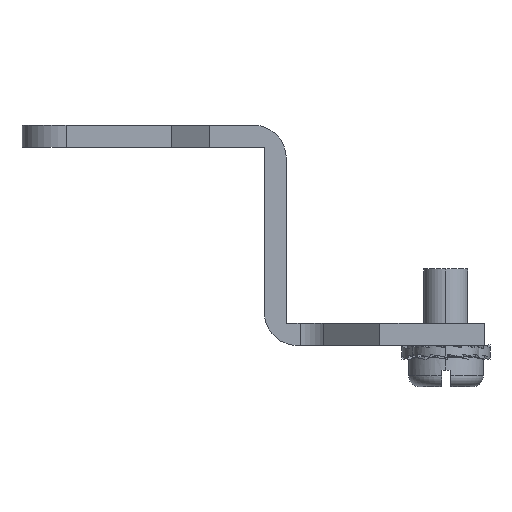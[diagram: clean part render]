
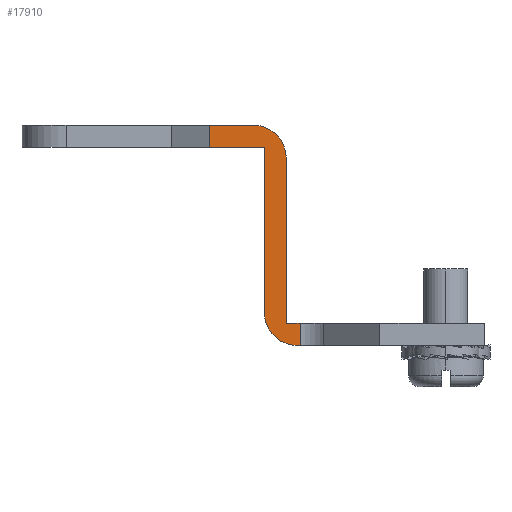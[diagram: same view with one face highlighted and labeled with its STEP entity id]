
A CAD part, left-side view. The second image highlights one B-rep face of the part: STEP entity #17910.
In plain terms, the highlighted planar face has unit normal (-1, 0, 0).
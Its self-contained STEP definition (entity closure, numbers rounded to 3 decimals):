
#1040=CARTESIAN_POINT('',(-6.01,114.557,-16.7
));
#1050=DIRECTION('',(-1.,0.,0.));
#1060=DIRECTION('',(0.,1.,0.));
#1070=AXIS2_PLACEMENT_3D('',#1040,#1050,#1060);
#1080=CIRCLE('',#1070,3.);
#1090=CARTESIAN_POINT('',(-6.01,117.557,-16.7
));
#1100=VERTEX_POINT('',#1090);
#1110=CARTESIAN_POINT('',(-6.01,114.557,-19.7
));
#1120=VERTEX_POINT('',#1110);
#1130=EDGE_CURVE('',#1100,#1120,#1080,.T.);
#4160=CARTESIAN_POINT('',(-6.01,118.557,0.3
));
#4170=VERTEX_POINT('',#4160);
#4200=CARTESIAN_POINT('',(-6.01,101.057,0.3
));
#4210=DIRECTION('',(0.,1.,0.));
#4220=VECTOR('',#4210,1.);
#4230=LINE('',#4200,#4220);
#4240=CARTESIAN_POINT('',(-6.01,122.557,0.3
));
#4250=VERTEX_POINT('',#4240);
#4260=EDGE_CURVE('',#4170,#4250,#4230,.T.);
#9390=CARTESIAN_POINT('',(-6.01,32.549,
-19.7));
#9400=DIRECTION('',(0.,-1.,0.));
#9410=VECTOR('',#9400,1.);
#9420=LINE('',#9390,#9410);
#9430=CARTESIAN_POINT('',(-6.01,114.3,
-19.7));
#9440=VERTEX_POINT('',#9430);
#9450=EDGE_CURVE('',#1120,#9440,#9420,.T.);
#13400=CARTESIAN_POINT('',(-6.01,117.557,
-101.536));
#13410=DIRECTION('',(0.,0.,-1.));
#13420=VECTOR('',#13410,1.);
#13430=LINE('',#13400,#13420);
#13440=CARTESIAN_POINT('',(-6.01,117.557,
-1.7));
#13450=VERTEX_POINT('',#13440);
#13460=EDGE_CURVE('',#13450,#1100,#13430,.T.);
#15890=CARTESIAN_POINT('',(-6.01,122.557,
-1.7));
#15900=VERTEX_POINT('',#15890);
#15930=CARTESIAN_POINT('',(-6.01,101.057,
-1.7));
#15940=DIRECTION('',(0.,1.,0.));
#15950=VECTOR('',#15940,1.);
#15960=LINE('',#15930,#15950);
#15970=EDGE_CURVE('',#13450,#15900,#15960,.T.);
#16490=CARTESIAN_POINT('',(-6.01,115.557,
-2.7));
#16500=VERTEX_POINT('',#16490);
#16580=CARTESIAN_POINT('',(-6.01,115.557,
-17.7));
#16590=VERTEX_POINT('',#16580);
#16620=CARTESIAN_POINT('',(-6.01,115.557,
-101.536));
#16630=DIRECTION('',(0.,0.,-1.));
#16640=VECTOR('',#16630,1.);
#16650=LINE('',#16620,#16640);
#16660=EDGE_CURVE('',#16500,#16590,#16650,.T.);
#17510=CARTESIAN_POINT('',(-6.01,117.385,
65.308));
#17520=DIRECTION('',(1.,0.,0.));
#17530=DIRECTION('',(0.,0.,-1.));
#17540=AXIS2_PLACEMENT_3D('',#17510,#17520,#17530);
#17550=PLANE('',#17540);
#17560=ORIENTED_EDGE('',*,*,#4260,.T.);
#17570=CARTESIAN_POINT('',(-6.01,118.557,
-2.7));
#17580=DIRECTION('',(1.,0.,0.));
#17590=DIRECTION('',(0.,1.,0.));
#17600=AXIS2_PLACEMENT_3D('',#17570,#17580,#17590);
#17610=CIRCLE('',#17600,3.);
#17620=EDGE_CURVE('',#4170,#16500,#17610,.T.);
#17630=ORIENTED_EDGE('',*,*,#17620,.F.);
#17640=ORIENTED_EDGE('',*,*,#16660,.F.);
#17650=CARTESIAN_POINT('',(-6.01,32.549,
-17.7));
#17660=DIRECTION('',(0.,-1.,0.));
#17670=VECTOR('',#17660,1.);
#17680=LINE('',#17650,#17670);
#17690=CARTESIAN_POINT('',(-6.01,114.3,
-17.7));
#17700=VERTEX_POINT('',#17690);
#17710=EDGE_CURVE('',#16590,#17700,#17680,.T.);
#17720=ORIENTED_EDGE('',*,*,#17710,.F.);
#17730=CARTESIAN_POINT('',(-6.01,114.3,
-17.7));
#17740=DIRECTION('',(0.,0.,-1.));
#17750=VECTOR('',#17740,1.);
#17760=LINE('',#17730,#17750);
#17770=EDGE_CURVE('',#17700,#9440,#17760,.T.);
#17780=ORIENTED_EDGE('',*,*,#17770,.F.);
#17790=ORIENTED_EDGE('',*,*,#9450,.T.);
#17800=ORIENTED_EDGE('',*,*,#1130,.T.);
#17810=ORIENTED_EDGE('',*,*,#13460,.T.);
#17820=ORIENTED_EDGE('',*,*,#15970,.F.);
#17830=CARTESIAN_POINT('',(-6.01,122.557,
-17.7));
#17840=DIRECTION('',(0.,0.,1.));
#17850=VECTOR('',#17840,1.);
#17860=LINE('',#17830,#17850);
#17870=EDGE_CURVE('',#15900,#4250,#17860,.T.);
#17880=ORIENTED_EDGE('',*,*,#17870,.F.);
#17890=EDGE_LOOP('',(#17880,#17820,#17810,#17800,#17790,#17780,#17720,
#17640,#17630,#17560));
#17900=FACE_OUTER_BOUND('',#17890,.T.);
#17910=ADVANCED_FACE('',(#17900),#17550,.F.);
